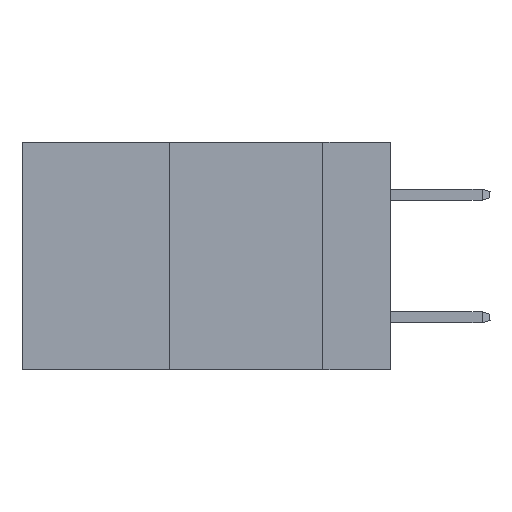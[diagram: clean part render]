
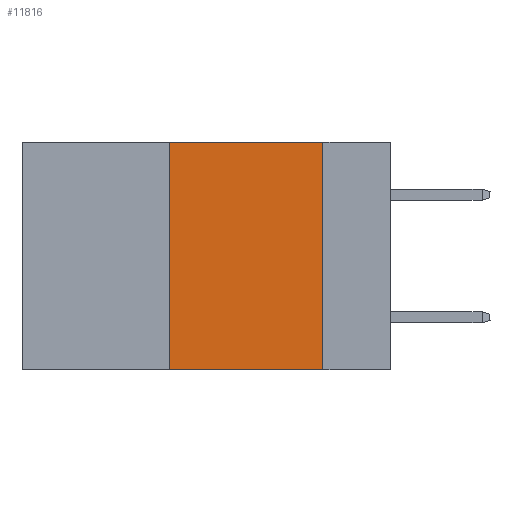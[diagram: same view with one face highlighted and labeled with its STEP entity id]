
A CAD part, left-side view. The second image highlights one B-rep face of the part: STEP entity #11816.
In plain terms, the highlighted planar face has unit normal (-1, 0, 0).
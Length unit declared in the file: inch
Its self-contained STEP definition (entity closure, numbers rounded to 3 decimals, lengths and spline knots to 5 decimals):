
#266 = CARTESIAN_POINT ( 'NONE',  ( 0., 0.11, -0.37 ) ) ;
#537 = VECTOR ( 'NONE', #9224, 39.37008 ) ;
#700 = CARTESIAN_POINT ( 'NONE',  ( 0., 0.36, 0. ) ) ;
#1187 = VERTEX_POINT ( 'NONE', #266 ) ;
#1327 = CARTESIAN_POINT ( 'NONE',  ( 0., 0.11, 0. ) ) ;
#1659 = VERTEX_POINT ( 'NONE', #1327 ) ;
#2828 = EDGE_CURVE ( 'NONE', #2838, #4622, #5364, .T. ) ;
#2838 = VERTEX_POINT ( 'NONE', #5879 ) ;
#3469 = VECTOR ( 'NONE', #7889, 39.37008 ) ;
#4134 = LINE ( 'NONE', #10091, #7733 ) ;
#4622 = VERTEX_POINT ( 'NONE', #700 ) ;
#5217 = FACE_OUTER_BOUND ( 'NONE', #12825, .T. ) ;
#5285 = DIRECTION ( 'NONE',  ( 1., 0., 0. ) ) ;
#5364 = LINE ( 'NONE', #7987, #9851 ) ;
#5706 = AXIS2_PLACEMENT_3D ( 'NONE', #9898, #5285, #9798 ) ;
#5879 = CARTESIAN_POINT ( 'NONE',  ( 0., 0.36, -0.37 ) ) ;
#6352 = ORIENTED_EDGE ( 'NONE', *, *, #10416, .T. ) ;
#6509 = LINE ( 'NONE', #11444, #3469 ) ;
#7733 = VECTOR ( 'NONE', #13600, 39.37008 ) ;
#7889 = DIRECTION ( 'NONE',  ( 0., -1., 0. ) ) ;
#7987 = CARTESIAN_POINT ( 'NONE',  ( 0., 0.36, 0. ) ) ;
#8034 = LINE ( 'NONE', #8125, #537 ) ;
#8080 = DIRECTION ( 'NONE',  ( 0., 0., 1. ) ) ;
#8125 = CARTESIAN_POINT ( 'NONE',  ( 0., 0.6, 0. ) ) ;
#9224 = DIRECTION ( 'NONE',  ( 0., -1., 0. ) ) ;
#9798 = DIRECTION ( 'NONE',  ( 0., 0., -1. ) ) ;
#9848 = PLANE ( 'NONE',  #5706 ) ;
#9851 = VECTOR ( 'NONE', #8080, 39.37008 ) ;
#9898 = CARTESIAN_POINT ( 'NONE',  ( 0., 0.6, 0. ) ) ;
#10091 = CARTESIAN_POINT ( 'NONE',  ( 0., 0.11, 0. ) ) ;
#10416 = EDGE_CURVE ( 'NONE', #2838, #1187, #6509, .T. ) ;
#11015 = ORIENTED_EDGE ( 'NONE', *, *, #13165, .F. ) ;
#11444 = CARTESIAN_POINT ( 'NONE',  ( 0., 0.6, -0.37 ) ) ;
#11672 = ORIENTED_EDGE ( 'NONE', *, *, #2828, .F. ) ;
#11816 = ADVANCED_FACE ( 'NONE', ( #5217 ), #9848, .F. ) ;
#12099 = EDGE_CURVE ( 'NONE', #1659, #1187, #4134, .T. ) ;
#12825 = EDGE_LOOP ( 'NONE', ( #14170, #11015, #11672, #6352 ) ) ;
#13165 = EDGE_CURVE ( 'NONE', #4622, #1659, #8034, .T. ) ;
#13600 = DIRECTION ( 'NONE',  ( 0., 0., -1. ) ) ;
#14170 = ORIENTED_EDGE ( 'NONE', *, *, #12099, .F. ) ;
